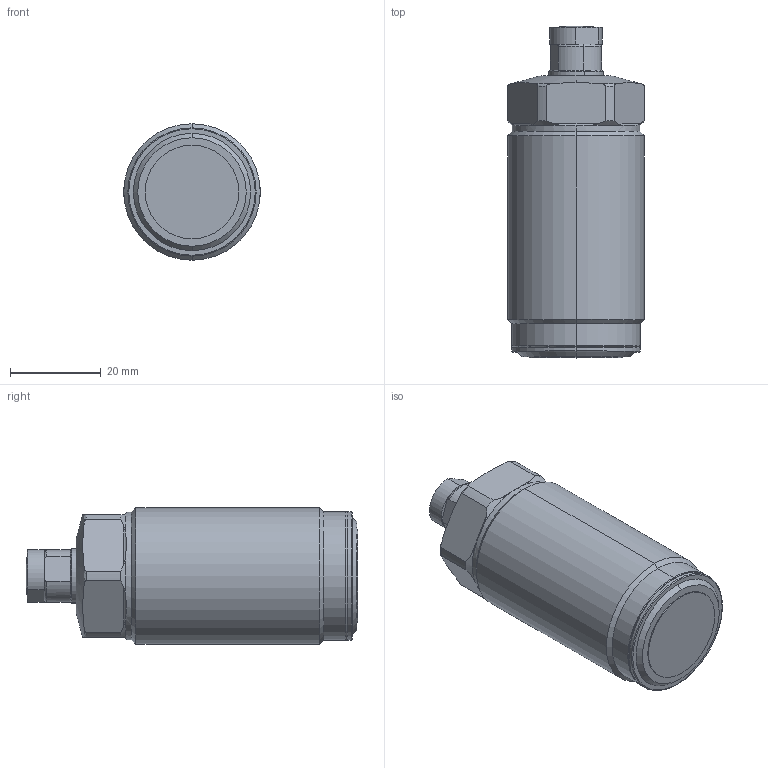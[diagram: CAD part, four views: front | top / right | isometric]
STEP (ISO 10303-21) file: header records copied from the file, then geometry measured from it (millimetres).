
FILE_DESCRIPTION (( 'STEP AP203' ), '1' );
FILE_NAME ('CSP-030-K组装图（初始状态）.STEP', '2019-01-03T03:56:20', ( '' ), ( '' ), 'SwSTEP 2.0', 'SolidWorks 2014', '' );
FILE_SCHEMA (( 'CONFIG_CONTROL_DESIGN' ));
Length unit declared in the file: millimetre
Products named in the file (4): CSP-030-K本体（初始）; CSP-030活塞杆; CSP-030埴芛蹟邡; CSP-030-K组装图（初始状态）
Assembly tree (3 placements, depth 2):
  CSP-030-K组装图（初始状态）
    CSP-030-K本体（初始）
    CSP-030活塞杆
    CSP-030埴芛蹟邡
Bounding box: 30 x 73 x 30 mm (x, y, z)
Volume: 42315.5 mm3; surface area: 10023.4 mm2
Topology: 3 solids, 3 shells, 113 faces, 261 edges, 161 vertices
Faces by surface type: cylinder 42, plane 24, torus 23, cone 22, sphere 2
Entity records: 3868 total; most frequent: CARTESIAN_POINT 893, DIRECTION 574, ORIENTED_EDGE 522, EDGE_CURVE 261, AXIS2_PLACEMENT_3D 250, VERTEX_POINT 161, CIRCLE 131, EDGE_LOOP 120
